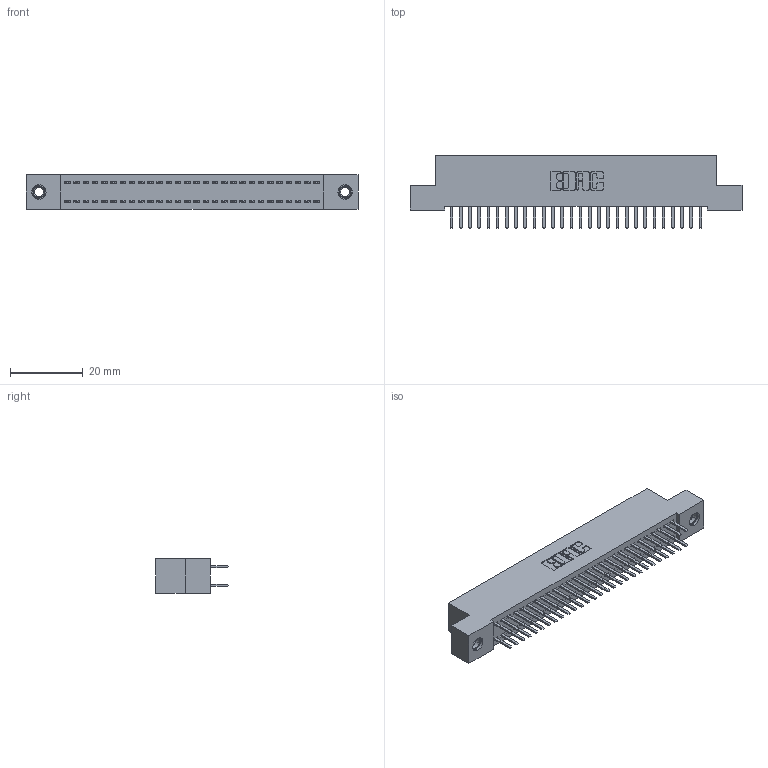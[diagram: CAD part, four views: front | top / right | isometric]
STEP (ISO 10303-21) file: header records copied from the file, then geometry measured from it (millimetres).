
FILE_DESCRIPTION (( 'STEP AP203' ), '1' );
FILE_NAME ('342-056-520-207.STEP', '2019-10-03T04:37:55', ( '' ), ( '' ), 'SwSTEP 2.0', 'SolidWorks 2016', '' );
FILE_SCHEMA (( 'CONFIG_CONTROL_DESIGN' ));
Length unit declared in the file: inch
Products named in the file (4): 342 Part_TI; 345-292-001_345-293-120; 345-250-001_345-250-005-103; 342-056-520-207
Assembly tree (59 placements, depth 2):
  342-056-520-207
    342 Part_TI
    345-292-001_345-293-120  x56
    345-250-001_345-250-005-103  x2
Bounding box: 91.44 x 20.02 x 9.4 mm (x, y, z)
Volume: 8112.3 mm3; surface area: 12827.5 mm2
Topology: 59 solids, 59 shells, 3306 faces, 9563 edges, 6218 vertices
Faces by surface type: plane 2226, cylinder 1064, cone 12, torus 4
Entity records: 20992 total; most frequent: CARTESIAN_POINT 3489, ORIENTED_EDGE 3406, DIRECTION 3025, EDGE_CURVE 1703, VECTOR 1551, LINE 1551, VERTEX_POINT 1128, AXIS2_PLACEMENT_3D 737
